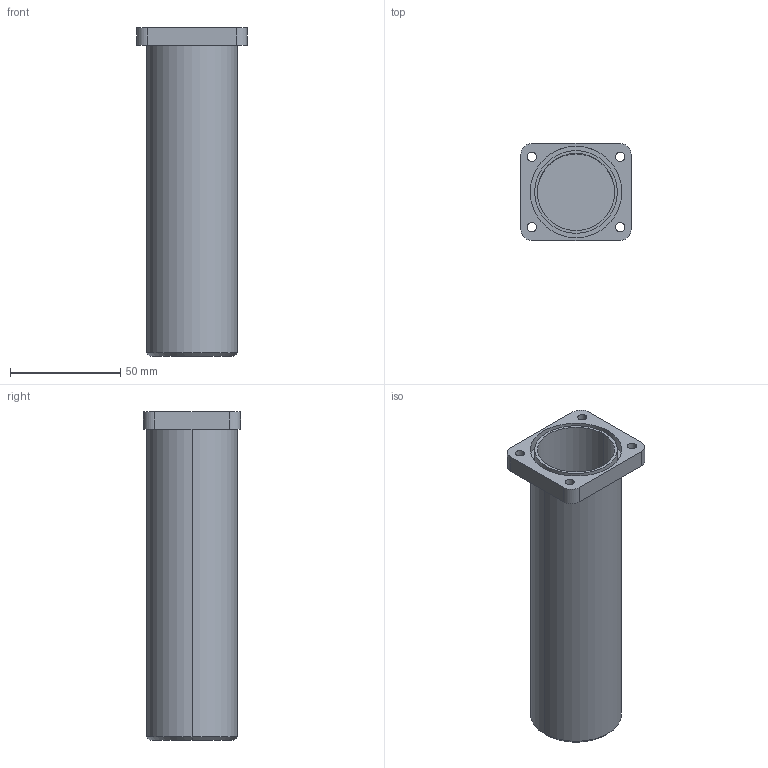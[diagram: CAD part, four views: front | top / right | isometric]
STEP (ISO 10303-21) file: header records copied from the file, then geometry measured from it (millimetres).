
FILE_DESCRIPTION (( 'STEP AP214' ), '1' );
FILE_NAME ('PL-USI-014-Aa-carter moteur.STEP', '2019-09-09T09:38:17', ( '' ), ( '' ), 'SwSTEP 2.0', 'SolidWorks 2016', '' );
FILE_SCHEMA (( 'AUTOMOTIVE_DESIGN' ));
Length unit declared in the file: millimetre
Products named in the file (1): PL-USI-014-Aa-carter moteur
Bounding box: 50 x 44 x 149 mm (x, y, z)
Volume: 61290.1 mm3; surface area: 41443.7 mm2
Topology: 1 solids, 1 shells, 32 faces, 76 edges, 50 vertices
Faces by surface type: cylinder 20, plane 10, cone 2
Entity records: 996 total; most frequent: DIRECTION 184, CARTESIAN_POINT 159, ORIENTED_EDGE 152, EDGE_CURVE 76, AXIS2_PLACEMENT_3D 75, VERTEX_POINT 50, EDGE_LOOP 44, CIRCLE 42
